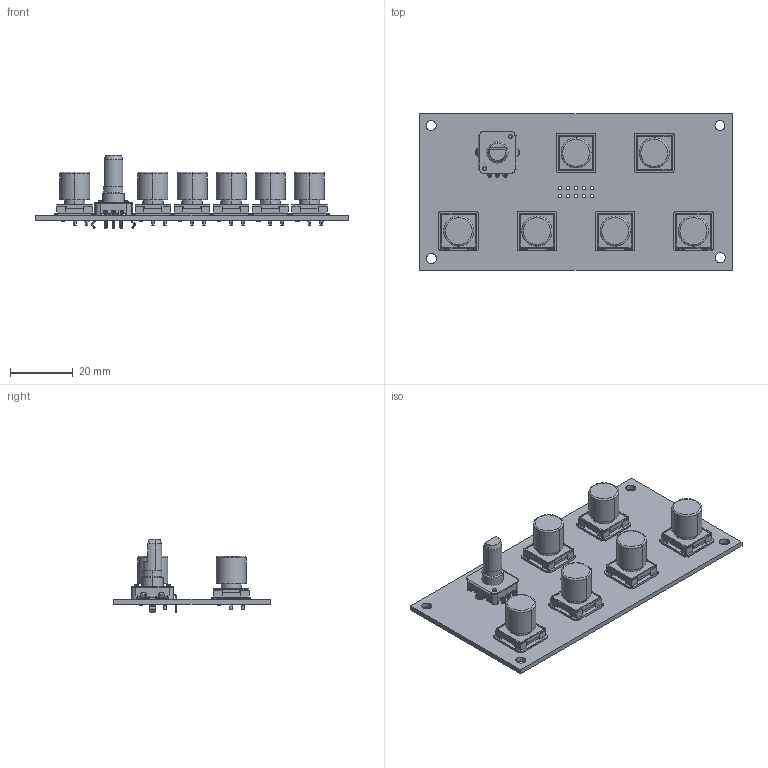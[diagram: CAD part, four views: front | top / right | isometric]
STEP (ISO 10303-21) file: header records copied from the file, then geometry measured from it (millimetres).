
FILE_DESCRIPTION(('KiCad electronic assembly'),'2;1');
FILE_NAME('Control.step','2023-02-17T22:44:09',('Pcbnew'),('Kicad'), 'Open CASCADE STEP processor 7.6','KiCad to STEP converter','Unknown' );
FILE_SCHEMA(('AUTOMOTIVE_DESIGN { 1 0 10303 214 1 1 1 1 }'));
Length unit declared in the file: millimetre
Products named in the file (6): Control 1; ec12e24204a8; SOLID; 1241.1082.8; _autosave-Control PCB
Assembly tree (10 placements, depth 3):
  Control 1
    ec12e24204a8
      SOLID
    1241.1082.8  x6
      SOLID
    _autosave-Control PCB
Bounding box: 100 x 50.01 x 23.5 mm (x, y, z)
Volume: 15111.1 mm3; surface area: 17756.3 mm2
Topology: 8 solids, 8 shells, 1191 faces, 3091 edges, 1973 vertices
Faces by surface type: plane 812, cylinder 281, cone 67, torus 31
Full cylindrical faces by diameter (mm): 1 x25, 1.3 x12, 2.9 x2, 3.2 x4
Entity records: 46659 total; most frequent: CARTESIAN_POINT 10129, DIRECTION 6276, LINE 4014, VECTOR 4014, ORIENTED_EDGE 3282, PCURVE 3282, DEFINITIONAL_REPRESENTATION 3282, EDGE_CURVE 1641
